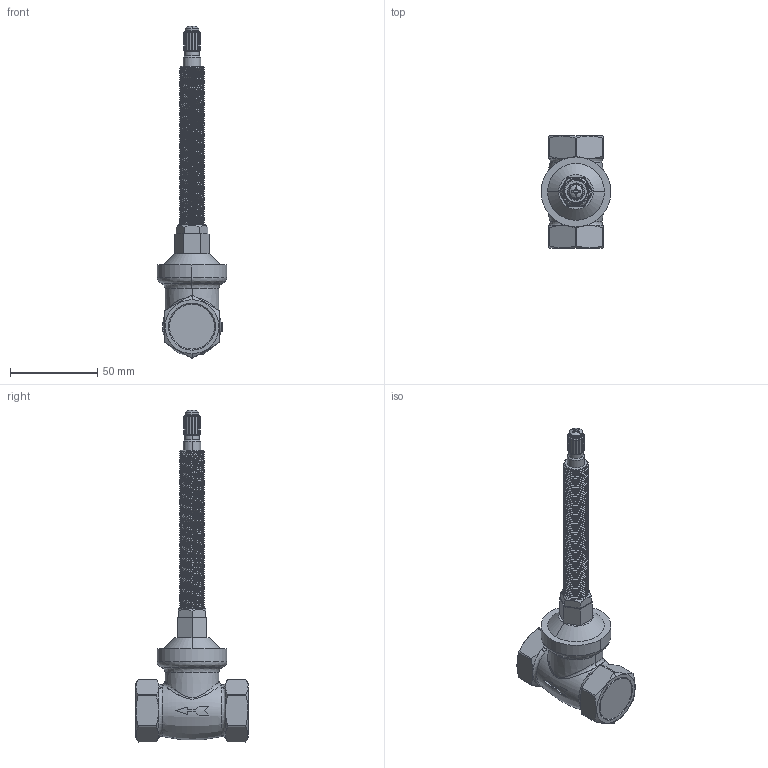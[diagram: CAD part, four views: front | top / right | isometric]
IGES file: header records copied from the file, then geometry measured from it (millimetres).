
Start section:  PTC IGES file: 1-607u.igs
Global section: file name: 1-607u.igs; native system: Creo Parametric by PTC Inc.; preprocessor: 2018400; author: rsmith; organization: Unknown; date: 20210421.153654; units: inch
Bounding box: 40.13 x 64.8 x 190.75 mm (x, y, z)
Surface area: 21142.9 mm2 (no closed solid volume)
Topology: 0 solids, 0 shells, 756 faces, 4218 edges, 4218 vertices
Faces by surface type: revolution 424, bspline 332
